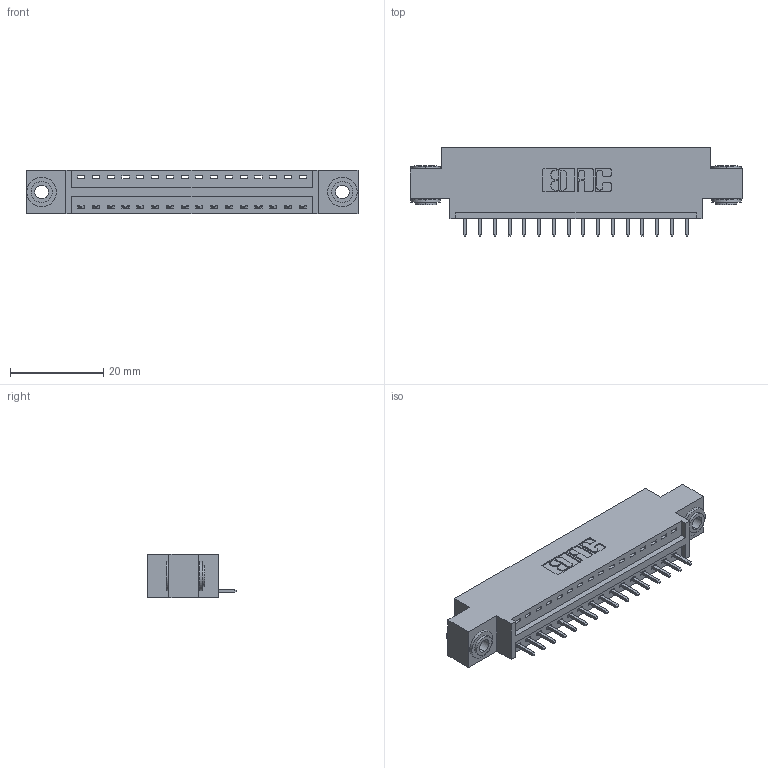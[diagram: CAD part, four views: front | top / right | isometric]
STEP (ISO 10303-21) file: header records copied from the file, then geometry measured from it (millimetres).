
FILE_DESCRIPTION (( 'STEP AP203' ), '1' );
FILE_NAME ('346-016-521-603.STEP', '2022-05-05T09:50:32', ( '' ), ( '' ), 'SwSTEP 2.0', 'SolidWorks 2020', '' );
FILE_SCHEMA (( 'CONFIG_CONTROL_DESIGN' ));
Length unit declared in the file: inch
Products named in the file (4): 345-292-001_345-293-121; 346-016-521-603; 346 Part_0.170 Offset - 0.156 Dia-TH; 345-250-002_345-250-002-102
Assembly tree (19 placements, depth 2):
  346-016-521-603
    346 Part_0.170 Offset - 0.156 Dia-TH
    345-292-001_345-293-121  x16
    345-250-002_345-250-002-102  x2
Bounding box: 71.37 x 19.05 x 9.4 mm (x, y, z)
Volume: 6454.1 mm3; surface area: 8017 mm2
Topology: 19 solids, 19 shells, 1106 faces, 3269 edges, 2154 vertices
Faces by surface type: plane 744, cylinder 354, cone 8
Entity records: 14646 total; most frequent: CARTESIAN_POINT 2501, ORIENTED_EDGE 2442, DIRECTION 2267, EDGE_CURVE 1221, VECTOR 1001, LINE 1001, VERTEX_POINT 810, AXIS2_PLACEMENT_3D 633
